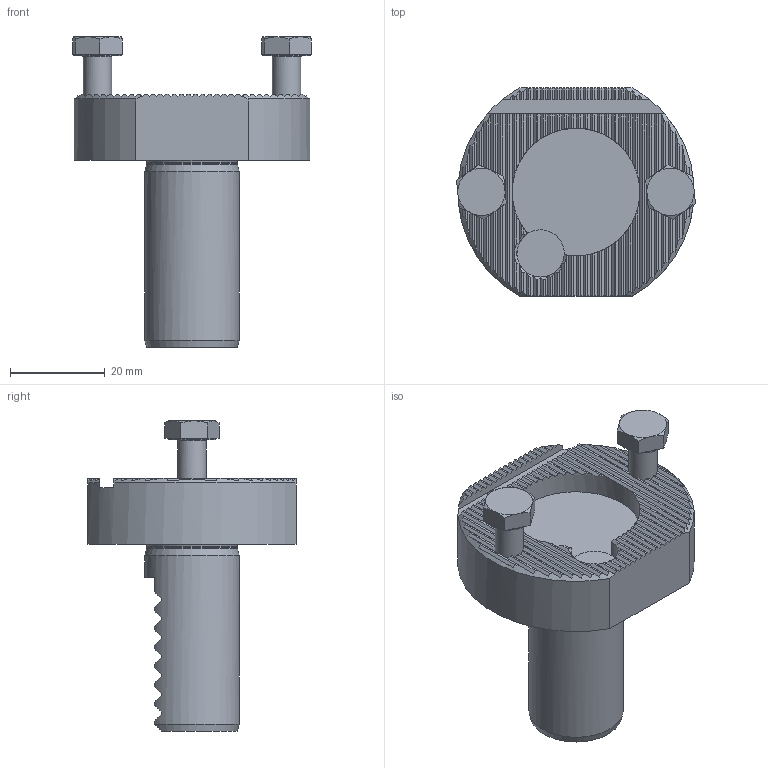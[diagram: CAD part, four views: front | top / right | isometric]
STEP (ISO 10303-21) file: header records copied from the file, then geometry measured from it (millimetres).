
FILE_DESCRIPTION(/* description */ (''),/* implementation_level */ '2;1');
FILE_NAME(/* name */ 'W1100002A.stp',/* time_stamp */ '2009-04-07T09:14:19+02:00',/* author */ (''),/* organization */ (''),/* preprocessor_version */ 'ST-DEVELOPER v11',/* originating_system */ 'UGS - NX 5.0',/* authorisation */ '');
FILE_SCHEMA (('AUTOMOTIVE_DESIGN { 1 0 10303 214 0 1 1 1 }'));
Length unit declared in the file: millimetre
Products named in the file (1): KrisC787vxzs
Bounding box: 50.49 x 44 x 65.65 mm (x, y, z)
Volume: 35283.4 mm3; surface area: 10045.6 mm2
Topology: 1 solids, 1 shells, 353 faces, 1010 edges, 662 vertices
Faces by surface type: plane 297, cone 34, cylinder 18, torus 4
Full cylindrical faces by diameter (mm): 6 x2, 10 x2, 19.1 x1, 20 x1
Entity records: 11806 total; most frequent: CARTESIAN_POINT 2647, ORIENTED_EDGE 1988, DIRECTION 1854, EDGE_CURVE 994, VERTEX_POINT 657, AXIS2_PLACEMENT_3D 650, LINE 554, VECTOR 554
